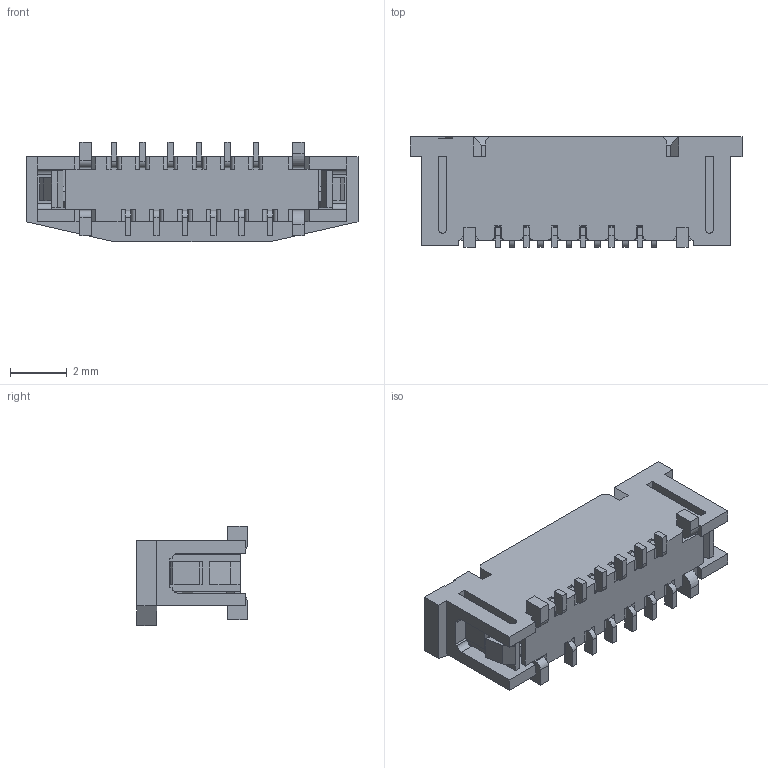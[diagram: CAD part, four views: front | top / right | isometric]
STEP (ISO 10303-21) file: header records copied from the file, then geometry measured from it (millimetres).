
FILE_DESCRIPTION((''),'2;1');
FILE_NAME('525591233','2019-03-19T',('gga'),(''),'PRO/ENGINEER BY PARAMETRIC TECHNOLOGY CORPORATION, 2016010','PRO/ENGINEER BY PARAMETRIC TECHNOLOGY CORPORATION, 2016010','');
FILE_SCHEMA(('CONFIG_CONTROL_DESIGN'));
Length unit declared in the file: millimetre
Products named in the file (1): 525591233
Bounding box: 11.7 x 3.9 x 3.5 mm (x, y, z)
Volume: 86.1 mm3; surface area: 309.5 mm2
Topology: 1 solids, 1 shells, 541 faces, 1721 edges, 1148 vertices
Faces by surface type: plane 467, cylinder 74
Entity records: 18714 total; most frequent: CARTESIAN_POINT 3347, ORIENTED_EDGE 3314, DIRECTION 2957, EDGE_CURVE 1657, VECTOR 1569, LINE 1569, VERTEX_POINT 1084, AXIS2_PLACEMENT_3D 694
